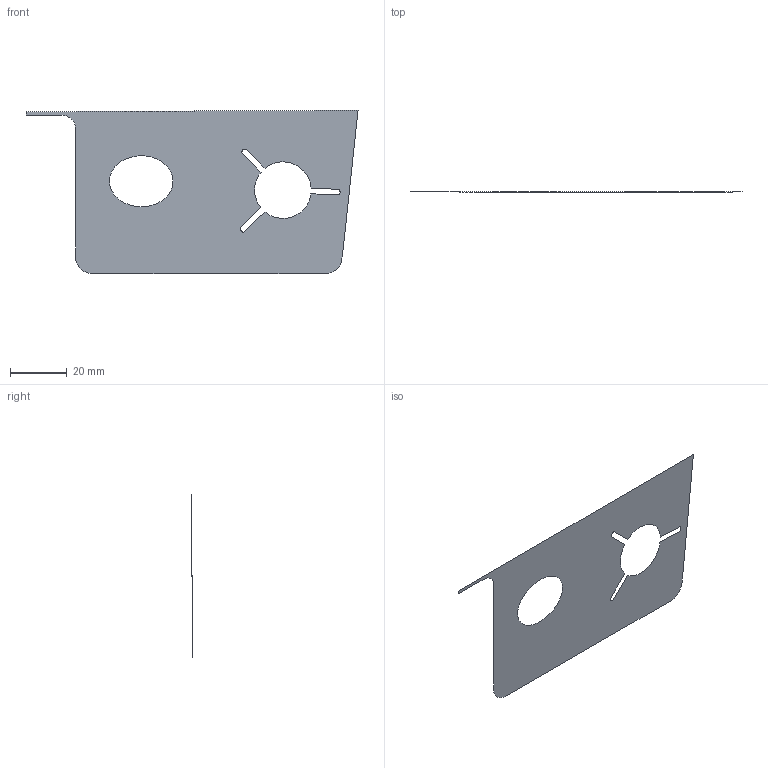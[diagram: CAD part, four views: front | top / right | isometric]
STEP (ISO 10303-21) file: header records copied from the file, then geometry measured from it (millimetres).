
FILE_DESCRIPTION(('ANSA STEP Exchange Structure File'),'2;1');
FILE_NAME('skin.step','2024-11-12T18:21',('Dong Hang'),('none'),'ANSA 23.1.0','ANSA 23.1.0 AP214','none');
FILE_SCHEMA(('AUTOMOTIVE_DESIGN { 1 0 10303 214 1 1 1 1 }'));
Length unit declared in the file: millimetre
Products named in the file (1): skin.step
Bounding box: 117.21 x 0.01 x 57.68 mm (x, y, z)
Surface area: 4480.2 mm2 (no closed solid volume)
Topology: 0 solids, 1 shells, 1 faces, 16 edges, 16 vertices
Faces by surface type: bspline 1
Entity records: 562 total; most frequent: CARTESIAN_POINT 461, VERTEX_POINT 16, B_SPLINE_CURVE_WITH_KNOTS 16, EDGE_CURVE 16, ORIENTED_EDGE 16, EDGE_LOOP 3, DIRECTION 2, FACE_BOUND 2
